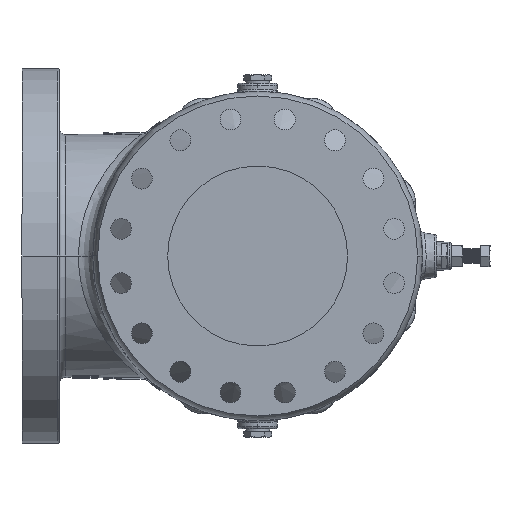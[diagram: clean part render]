
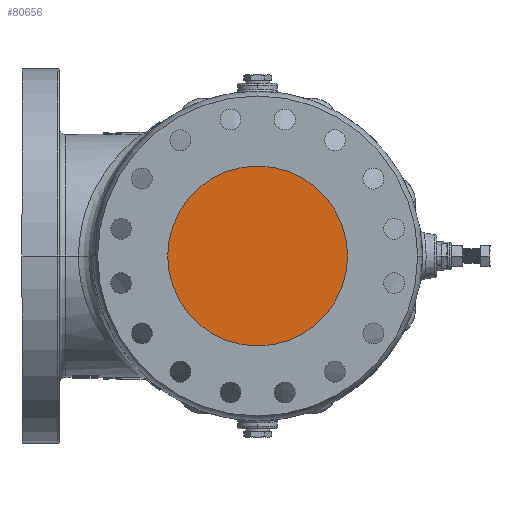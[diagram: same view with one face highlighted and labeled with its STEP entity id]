
A CAD part, left-side view. The second image highlights one B-rep face of the part: STEP entity #80656.
In plain terms, the highlighted planar face has unit normal (-1, 0, 0).
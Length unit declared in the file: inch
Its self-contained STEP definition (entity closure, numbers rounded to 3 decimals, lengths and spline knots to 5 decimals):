
#854 = VERTEX_POINT ( 'NONE', #84912 ) ;
#3672 = VERTEX_POINT ( 'NONE', #8699 ) ;
#8699 = CARTESIAN_POINT ( 'NONE',  ( -17.28347, -4.92126, 0. ) ) ;
#12654 = PLANE ( 'NONE',  #115872 ) ;
#33248 = EDGE_CURVE ( 'NONE', #854, #3672, #85784, .T. ) ;
#36666 = EDGE_LOOP ( 'NONE', ( #50912, #119702 ) ) ;
#38083 = DIRECTION ( 'NONE',  ( -1., 0., 0. ) ) ;
#38968 = CIRCLE ( 'NONE', #67217, 4.92126 ) ;
#41467 = DIRECTION ( 'NONE',  ( -1., 0., 0. ) ) ;
#42034 = FACE_OUTER_BOUND ( 'NONE', #36666, .T. ) ;
#45698 = DIRECTION ( 'NONE',  ( -1., 0., 0. ) ) ;
#50912 = ORIENTED_EDGE ( 'NONE', *, *, #73997, .T. ) ;
#51460 = AXIS2_PLACEMENT_3D ( 'NONE', #102022, #45698, #111458 ) ;
#67217 = AXIS2_PLACEMENT_3D ( 'NONE', #94442, #38083, #103941 ) ;
#73997 = EDGE_CURVE ( 'NONE', #3672, #854, #38968, .T. ) ;
#80656 = ADVANCED_FACE ( 'NONE', ( #42034 ), #12654, .T. ) ;
#84912 = CARTESIAN_POINT ( 'NONE',  ( -17.28347, 4.92126, 0. ) ) ;
#85784 = CIRCLE ( 'NONE', #51460, 4.92126 ) ;
#94442 = CARTESIAN_POINT ( 'NONE',  ( -17.28347, 0., 0. ) ) ;
#97819 = CARTESIAN_POINT ( 'NONE',  ( -17.28347, 0., 0. ) ) ;
#102022 = CARTESIAN_POINT ( 'NONE',  ( -17.28347, 0., 0. ) ) ;
#103941 = DIRECTION ( 'NONE',  ( 0., -1., 0. ) ) ;
#107251 = DIRECTION ( 'NONE',  ( 0., -1., 0. ) ) ;
#111458 = DIRECTION ( 'NONE',  ( 0., -1., 0. ) ) ;
#115872 = AXIS2_PLACEMENT_3D ( 'NONE', #97819, #41467, #107251 ) ;
#119702 = ORIENTED_EDGE ( 'NONE', *, *, #33248, .T. ) ;
